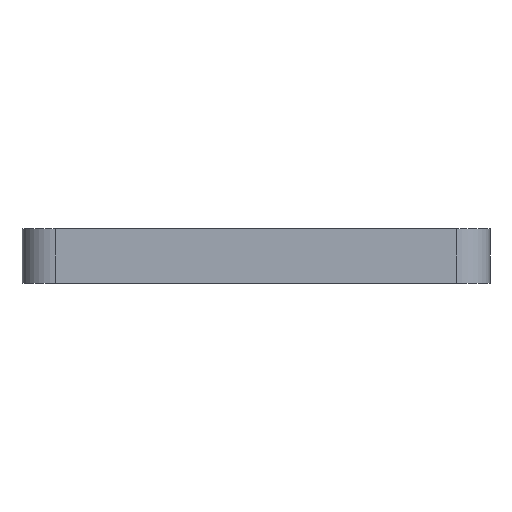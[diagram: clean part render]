
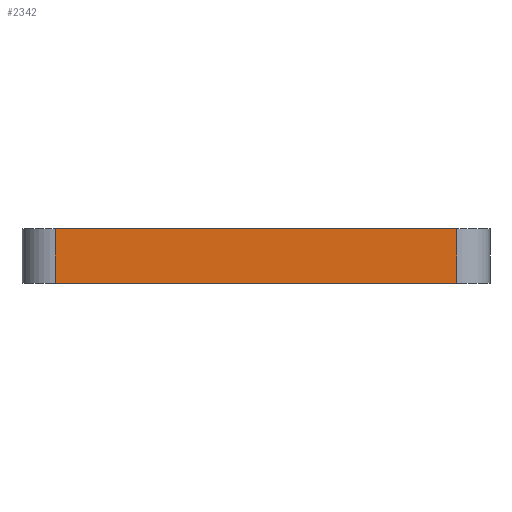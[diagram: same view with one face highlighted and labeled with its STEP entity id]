
A CAD part, front view. The second image highlights one B-rep face of the part: STEP entity #2342.
In plain terms, the highlighted planar face has unit normal (0, -1, 0).
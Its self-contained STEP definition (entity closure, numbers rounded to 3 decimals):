
#6 = EDGE_CURVE ( 'NONE', #1745, #1721, #1863, .T. ) ;
#42 = VECTOR ( 'NONE', #435, 1000. ) ;
#177 = DIRECTION ( 'NONE',  ( 0., -1., 0. ) ) ;
#422 = CARTESIAN_POINT ( 'NONE',  ( -30., -60., -0.1 ) ) ;
#435 = DIRECTION ( 'NONE',  ( 0., 0., 1. ) ) ;
#464 = LINE ( 'NONE', #474, #1462 ) ;
#474 = CARTESIAN_POINT ( 'NONE',  ( -35., -60., 8. ) ) ;
#815 = CARTESIAN_POINT ( 'NONE',  ( -30., -60., 8. ) ) ;
#858 = CARTESIAN_POINT ( 'NONE',  ( -35., -60., -0.1 ) ) ;
#950 = VERTEX_POINT ( 'NONE', #1057 ) ;
#965 = PLANE ( 'NONE',  #1187 ) ;
#972 = VERTEX_POINT ( 'NONE', #2194 ) ;
#1007 = EDGE_CURVE ( 'NONE', #1745, #950, #464, .T. ) ;
#1057 = CARTESIAN_POINT ( 'NONE',  ( 30., -60., 8. ) ) ;
#1187 = AXIS2_PLACEMENT_3D ( 'NONE', #2442, #177, #2055 ) ;
#1267 = DIRECTION ( 'NONE',  ( 1., 0., 0. ) ) ;
#1289 = EDGE_CURVE ( 'NONE', #972, #950, #1735, .T. ) ;
#1309 = CARTESIAN_POINT ( 'NONE',  ( -30., -60., -0.1 ) ) ;
#1315 = FACE_OUTER_BOUND ( 'NONE', #2011, .T. ) ;
#1414 = VECTOR ( 'NONE', #1490, 1000. ) ;
#1462 = VECTOR ( 'NONE', #1849, 1000. ) ;
#1490 = DIRECTION ( 'NONE',  ( 0., 0., -1. ) ) ;
#1708 = ORIENTED_EDGE ( 'NONE', *, *, #6, .T. ) ;
#1721 = VERTEX_POINT ( 'NONE', #422 ) ;
#1732 = ORIENTED_EDGE ( 'NONE', *, *, #1007, .F. ) ;
#1735 = LINE ( 'NONE', #2112, #42 ) ;
#1745 = VERTEX_POINT ( 'NONE', #815 ) ;
#1849 = DIRECTION ( 'NONE',  ( 1., 0., 0. ) ) ;
#1863 = LINE ( 'NONE', #1309, #1414 ) ;
#2011 = EDGE_LOOP ( 'NONE', ( #2472, #2042, #1732, #1708 ) ) ;
#2042 = ORIENTED_EDGE ( 'NONE', *, *, #1289, .T. ) ;
#2055 = DIRECTION ( 'NONE',  ( 0., 0., -1. ) ) ;
#2112 = CARTESIAN_POINT ( 'NONE',  ( 30., -60., -0.1 ) ) ;
#2150 = VECTOR ( 'NONE', #1267, 1000. ) ;
#2194 = CARTESIAN_POINT ( 'NONE',  ( 30., -60., -0.1 ) ) ;
#2228 = EDGE_CURVE ( 'NONE', #1721, #972, #2393, .T. ) ;
#2342 = ADVANCED_FACE ( 'NONE', ( #1315 ), #965, .T. ) ;
#2393 = LINE ( 'NONE', #858, #2150 ) ;
#2442 = CARTESIAN_POINT ( 'NONE',  ( -35., -60., -0.1 ) ) ;
#2472 = ORIENTED_EDGE ( 'NONE', *, *, #2228, .T. ) ;
